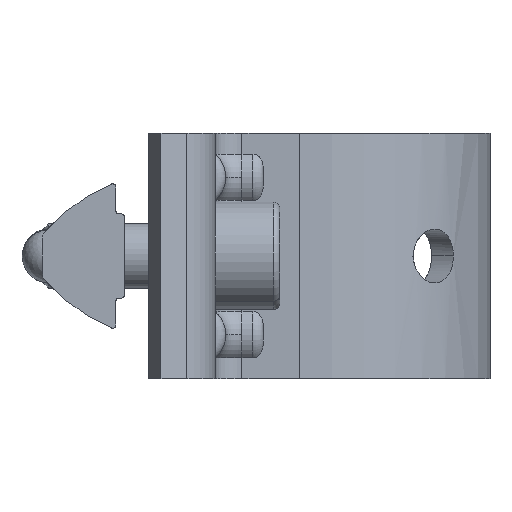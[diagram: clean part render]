
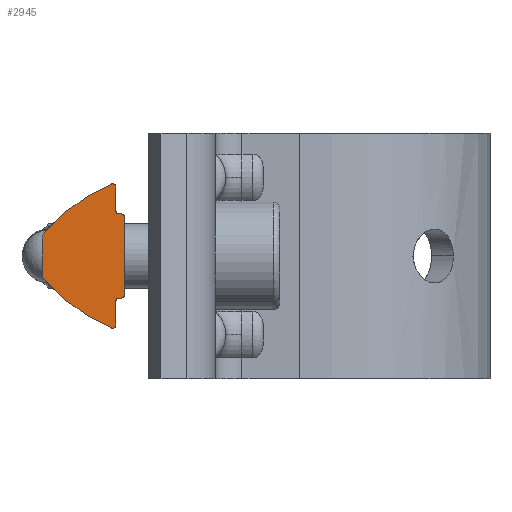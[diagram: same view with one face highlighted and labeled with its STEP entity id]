
A CAD part, left-side view. The second image highlights one B-rep face of the part: STEP entity #2945.
In plain terms, the highlighted face is planar.
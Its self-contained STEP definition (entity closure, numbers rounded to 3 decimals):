
#1 = CIRCLE ( 'NONE', #4482, 1. ) ;
#19 = DIRECTION ( 'NONE',  ( 0., -1., 0. ) ) ;
#48 = DIRECTION ( 'NONE',  ( 1., 0., 0. ) ) ;
#86 = ORIENTED_EDGE ( 'NONE', *, *, #2034, .T. ) ;
#112 = CARTESIAN_POINT ( 'NONE',  ( -4.2, -0.5, 0. ) ) ;
#135 = CARTESIAN_POINT ( 'NONE',  ( -2.292, -7.343, 0. ) ) ;
#375 = ORIENTED_EDGE ( 'NONE', *, *, #3873, .F. ) ;
#401 = DIRECTION ( 'NONE',  ( 0., 0., 1. ) ) ;
#421 = CARTESIAN_POINT ( 'NONE',  ( -3.9, -0.8, 0. ) ) ;
#441 = CARTESIAN_POINT ( 'NONE',  ( 6.4, -0.8, 0. ) ) ;
#525 = AXIS2_PLACEMENT_3D ( 'NONE', #4425, #6887, #3833 ) ;
#601 = DIRECTION ( 'NONE',  ( 0., 1., 0. ) ) ;
#662 = CARTESIAN_POINT ( 'NONE',  ( 3.9, -0.5, 0. ) ) ;
#670 = ORIENTED_EDGE ( 'NONE', *, *, #5069, .F. ) ;
#784 = CIRCLE ( 'NONE', #6802, 0.3 ) ;
#860 = EDGE_CURVE ( 'NONE', #6775, #3288, #3526, .T. ) ;
#926 = DIRECTION ( 'NONE',  ( 0., 0., 1. ) ) ;
#947 = CARTESIAN_POINT ( 'NONE',  ( -6.676, -1.218, 0. ) ) ;
#988 = ORIENTED_EDGE ( 'NONE', *, *, #3392, .F. ) ;
#1036 = CIRCLE ( 'NONE', #1418, 0.3 ) ;
#1089 = CARTESIAN_POINT ( 'NONE',  ( 3.6, -0.3, 0. ) ) ;
#1096 = DIRECTION ( 'NONE',  ( 1., 0., 0. ) ) ;
#1112 = CARTESIAN_POINT ( 'NONE',  ( -3.6, -0.3, 0. ) ) ;
#1184 = AXIS2_PLACEMENT_3D ( 'NONE', #7061, #1582, #4008 ) ;
#1337 = VECTOR ( 'NONE', #6483, 1000. ) ;
#1418 = AXIS2_PLACEMENT_3D ( 'NONE', #5409, #4764, #7223 ) ;
#1423 = ORIENTED_EDGE ( 'NONE', *, *, #6128, .F. ) ;
#1428 = AXIS2_PLACEMENT_3D ( 'NONE', #3911, #3945, #3284 ) ;
#1450 = CARTESIAN_POINT ( 'NONE',  ( -6.4, -0.8, 0. ) ) ;
#1582 = DIRECTION ( 'NONE',  ( 0., 0., 1. ) ) ;
#1640 = ORIENTED_EDGE ( 'NONE', *, *, #4854, .F. ) ;
#1656 = EDGE_LOOP ( 'NONE', ( #5073, #3834, #2699, #2307, #6645, #670, #86, #5205, #6545, #1640, #6099, #375, #6384, #6481, #1423, #988, #3164 ) ) ;
#1720 = LINE ( 'NONE', #4035, #2962 ) ;
#1752 = LINE ( 'NONE', #7944, #6837 ) ;
#1808 = CIRCLE ( 'NONE', #7060, 0.3 ) ;
#1870 = EDGE_CURVE ( 'NONE', #6775, #6014, #1, .T. ) ;
#1904 = VERTEX_POINT ( 'NONE', #4660 ) ;
#2034 = EDGE_CURVE ( 'NONE', #7611, #4142, #784, .T. ) ;
#2098 = AXIS2_PLACEMENT_3D ( 'NONE', #3959, #926, #7135 ) ;
#2161 = LINE ( 'NONE', #421, #1337 ) ;
#2180 = PLANE ( 'NONE',  #1184 ) ;
#2307 = ORIENTED_EDGE ( 'NONE', *, *, #5473, .F. ) ;
#2342 = DIRECTION ( 'NONE',  ( 0., 0., -1. ) ) ;
#2574 = DIRECTION ( 'NONE',  ( 1., 0., 0. ) ) ;
#2676 = DIRECTION ( 'NONE',  ( -1., 0., 0. ) ) ;
#2699 = ORIENTED_EDGE ( 'NONE', *, *, #7866, .F. ) ;
#2858 = DIRECTION ( 'NONE',  ( 1., 0., 0. ) ) ;
#2945 = ADVANCED_FACE ( 'NONE', ( #7679 ), #2180, .F. ) ;
#2962 = VECTOR ( 'NONE', #6494, 1000. ) ;
#3028 = CARTESIAN_POINT ( 'NONE',  ( -3.9, -0.5, 0. ) ) ;
#3055 = CARTESIAN_POINT ( 'NONE',  ( 4.2, -0.8, 0. ) ) ;
#3131 = VERTEX_POINT ( 'NONE', #3605 ) ;
#3137 = CARTESIAN_POINT ( 'NONE',  ( -1.623, -7.6, 0. ) ) ;
#3164 = ORIENTED_EDGE ( 'NONE', *, *, #4719, .T. ) ;
#3240 = CARTESIAN_POINT ( 'NONE',  ( 3.9, 0., 0. ) ) ;
#3284 = DIRECTION ( 'NONE',  ( -1., 0., 0. ) ) ;
#3288 = VERTEX_POINT ( 'NONE', #3487 ) ;
#3384 = CIRCLE ( 'NONE', #5674, 1. ) ;
#3392 = EDGE_CURVE ( 'NONE', #4549, #3131, #4118, .T. ) ;
#3443 = DIRECTION ( 'NONE',  ( 0., 0., -1. ) ) ;
#3487 = CARTESIAN_POINT ( 'NONE',  ( 1.623, -7.6, 0. ) ) ;
#3526 = LINE ( 'NONE', #7339, #7862 ) ;
#3552 = DIRECTION ( 'NONE',  ( 1., 0., 0. ) ) ;
#3605 = CARTESIAN_POINT ( 'NONE',  ( 6.676, -1.218, 0. ) ) ;
#3622 = VERTEX_POINT ( 'NONE', #5680 ) ;
#3696 = CARTESIAN_POINT ( 'NONE',  ( -3.9, -0.3, 0. ) ) ;
#3833 = DIRECTION ( 'NONE',  ( 1., 0., 0. ) ) ;
#3834 = ORIENTED_EDGE ( 'NONE', *, *, #1870, .T. ) ;
#3873 = EDGE_CURVE ( 'NONE', #5952, #7099, #6744, .T. ) ;
#3911 = CARTESIAN_POINT ( 'NONE',  ( 6.4, -1.1, 0. ) ) ;
#3943 = LINE ( 'NONE', #3240, #6464 ) ;
#3945 = DIRECTION ( 'NONE',  ( 0., 0., 1. ) ) ;
#3959 = CARTESIAN_POINT ( 'NONE',  ( -9.413, 5.666, 0. ) ) ;
#4008 = DIRECTION ( 'NONE',  ( 1., 0., 0. ) ) ;
#4035 = CARTESIAN_POINT ( 'NONE',  ( 3.9, -0.8, 0. ) ) ;
#4083 = CIRCLE ( 'NONE', #6150, 0.3 ) ;
#4118 = CIRCLE ( 'NONE', #2098, 17.5 ) ;
#4142 = VERTEX_POINT ( 'NONE', #3028 ) ;
#4262 = EDGE_CURVE ( 'NONE', #6928, #3622, #6455, .T. ) ;
#4372 = DIRECTION ( 'NONE',  ( 0., 0., 1. ) ) ;
#4425 = CARTESIAN_POINT ( 'NONE',  ( 9.413, 5.666, 0. ) ) ;
#4478 = AXIS2_PLACEMENT_3D ( 'NONE', #7842, #401, #2858 ) ;
#4482 = AXIS2_PLACEMENT_3D ( 'NONE', #4808, #5417, #1096 ) ;
#4508 = CARTESIAN_POINT ( 'NONE',  ( 3.9, -0.3, 0. ) ) ;
#4549 = VERTEX_POINT ( 'NONE', #5879 ) ;
#4651 = AXIS2_PLACEMENT_3D ( 'NONE', #7396, #4372, #48 ) ;
#4658 = EDGE_CURVE ( 'NONE', #7425, #4142, #1752, .T. ) ;
#4660 = CARTESIAN_POINT ( 'NONE',  ( -3.6, 0., 0. ) ) ;
#4719 = EDGE_CURVE ( 'NONE', #4549, #3288, #3384, .T. ) ;
#4764 = DIRECTION ( 'NONE',  ( 0., 0., 1. ) ) ;
#4765 = DIRECTION ( 'NONE',  ( 1., 0., 0. ) ) ;
#4808 = CARTESIAN_POINT ( 'NONE',  ( -1.623, -6.6, 0. ) ) ;
#4833 = DIRECTION ( 'NONE',  ( 1., 0., 0. ) ) ;
#4854 = EDGE_CURVE ( 'NONE', #7307, #1904, #3943, .T. ) ;
#4865 = DIRECTION ( 'NONE',  ( 0., 0., -1. ) ) ;
#5069 = EDGE_CURVE ( 'NONE', #7611, #6928, #2161, .T. ) ;
#5073 = ORIENTED_EDGE ( 'NONE', *, *, #860, .F. ) ;
#5205 = ORIENTED_EDGE ( 'NONE', *, *, #4658, .F. ) ;
#5229 = VERTEX_POINT ( 'NONE', #947 ) ;
#5409 = CARTESIAN_POINT ( 'NONE',  ( -6.4, -1.1, 0. ) ) ;
#5417 = DIRECTION ( 'NONE',  ( 0., 0., -1. ) ) ;
#5452 = VERTEX_POINT ( 'NONE', #441 ) ;
#5470 = EDGE_CURVE ( 'NONE', #5952, #7791, #7841, .T. ) ;
#5473 = EDGE_CURVE ( 'NONE', #3622, #5229, #1036, .T. ) ;
#5671 = VECTOR ( 'NONE', #601, 1000. ) ;
#5674 = AXIS2_PLACEMENT_3D ( 'NONE', #7279, #4865, #7909 ) ;
#5680 = CARTESIAN_POINT ( 'NONE',  ( -6.7, -1.1, 0. ) ) ;
#5836 = EDGE_CURVE ( 'NONE', #5452, #7791, #1720, .T. ) ;
#5858 = EDGE_CURVE ( 'NONE', #7425, #1904, #1808, .T. ) ;
#5879 = CARTESIAN_POINT ( 'NONE',  ( 2.292, -7.343, 0. ) ) ;
#5952 = VERTEX_POINT ( 'NONE', #662 ) ;
#6014 = VERTEX_POINT ( 'NONE', #135 ) ;
#6099 = ORIENTED_EDGE ( 'NONE', *, *, #6759, .T. ) ;
#6105 = CARTESIAN_POINT ( 'NONE',  ( 3.9, 0., 0. ) ) ;
#6128 = EDGE_CURVE ( 'NONE', #3131, #5452, #6800, .T. ) ;
#6150 = AXIS2_PLACEMENT_3D ( 'NONE', #1089, #2342, #4765 ) ;
#6384 = ORIENTED_EDGE ( 'NONE', *, *, #5470, .T. ) ;
#6455 = CIRCLE ( 'NONE', #4651, 0.3 ) ;
#6464 = VECTOR ( 'NONE', #2676, 1000. ) ;
#6481 = ORIENTED_EDGE ( 'NONE', *, *, #5836, .F. ) ;
#6483 = DIRECTION ( 'NONE',  ( -1., 0., 0. ) ) ;
#6494 = DIRECTION ( 'NONE',  ( -1., 0., 0. ) ) ;
#6545 = ORIENTED_EDGE ( 'NONE', *, *, #5858, .T. ) ;
#6627 = CARTESIAN_POINT ( 'NONE',  ( 3.6, 0., 0. ) ) ;
#6645 = ORIENTED_EDGE ( 'NONE', *, *, #4262, .F. ) ;
#6744 = LINE ( 'NONE', #6105, #5671 ) ;
#6759 = EDGE_CURVE ( 'NONE', #7307, #7099, #4083, .T. ) ;
#6775 = VERTEX_POINT ( 'NONE', #3137 ) ;
#6800 = CIRCLE ( 'NONE', #1428, 0.3 ) ;
#6802 = AXIS2_PLACEMENT_3D ( 'NONE', #112, #7929, #2574 ) ;
#6837 = VECTOR ( 'NONE', #19, 1000. ) ;
#6887 = DIRECTION ( 'NONE',  ( 0., 0., 1. ) ) ;
#6928 = VERTEX_POINT ( 'NONE', #1450 ) ;
#7030 = CARTESIAN_POINT ( 'NONE',  ( -4.2, -0.8, 0. ) ) ;
#7060 = AXIS2_PLACEMENT_3D ( 'NONE', #1112, #3443, #3552 ) ;
#7061 = CARTESIAN_POINT ( 'NONE',  ( -6.4, -1.1, 0. ) ) ;
#7099 = VERTEX_POINT ( 'NONE', #4508 ) ;
#7135 = DIRECTION ( 'NONE',  ( -1., 0., 0. ) ) ;
#7223 = DIRECTION ( 'NONE',  ( 1., 0., 0. ) ) ;
#7279 = CARTESIAN_POINT ( 'NONE',  ( 1.623, -6.6, 0. ) ) ;
#7307 = VERTEX_POINT ( 'NONE', #6627 ) ;
#7339 = CARTESIAN_POINT ( 'NONE',  ( -2., -7.6, 0. ) ) ;
#7396 = CARTESIAN_POINT ( 'NONE',  ( -6.4, -1.1, 0. ) ) ;
#7425 = VERTEX_POINT ( 'NONE', #3696 ) ;
#7611 = VERTEX_POINT ( 'NONE', #7030 ) ;
#7679 = FACE_OUTER_BOUND ( 'NONE', #1656, .T. ) ;
#7791 = VERTEX_POINT ( 'NONE', #3055 ) ;
#7841 = CIRCLE ( 'NONE', #4478, 0.3 ) ;
#7842 = CARTESIAN_POINT ( 'NONE',  ( 4.2, -0.5, 0. ) ) ;
#7857 = CIRCLE ( 'NONE', #525, 17.5 ) ;
#7862 = VECTOR ( 'NONE', #4833, 1000. ) ;
#7866 = EDGE_CURVE ( 'NONE', #5229, #6014, #7857, .T. ) ;
#7909 = DIRECTION ( 'NONE',  ( 1., 0., 0. ) ) ;
#7929 = DIRECTION ( 'NONE',  ( 0., 0., 1. ) ) ;
#7944 = CARTESIAN_POINT ( 'NONE',  ( -3.9, 0., 0. ) ) ;
